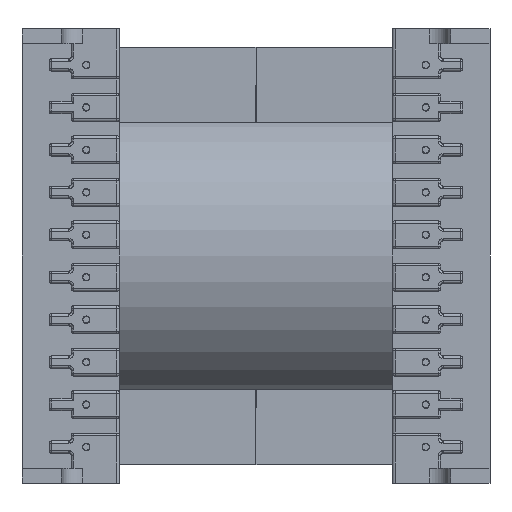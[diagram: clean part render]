
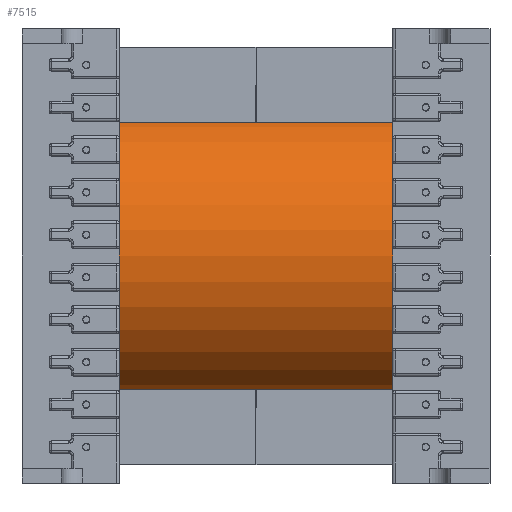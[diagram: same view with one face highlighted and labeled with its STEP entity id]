
A CAD part, front view. The second image highlights one B-rep face of the part: STEP entity #7515.
In plain terms, the highlighted cylindrical face has radius 17.78 mm (diameter 35.56 mm), a partial arc.
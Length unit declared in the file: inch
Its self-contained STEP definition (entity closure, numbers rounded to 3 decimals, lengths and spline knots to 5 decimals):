
#118 = CARTESIAN_POINT ( 'NONE',  ( 0.7, 0., -1.28661 ) ) ;
#351 = CYLINDRICAL_SURFACE ( 'NONE', #14456, 0.7 ) ;
#1682 = VERTEX_POINT ( 'NONE', #2766 ) ;
#1796 = EDGE_CURVE ( 'NONE', #1682, #26900, #20886, .T. ) ;
#1806 = VECTOR ( 'NONE', #20761, 39.37008 ) ;
#2766 = CARTESIAN_POINT ( 'NONE',  ( -0.7, 0., 0. ) ) ;
#3109 = EDGE_CURVE ( 'NONE', #9451, #28559, #8081, .T. ) ;
#3168 = AXIS2_PLACEMENT_3D ( 'NONE', #3197, #30939, #8348 ) ;
#3195 = CARTESIAN_POINT ( 'NONE',  ( 0., 0., 0. ) ) ;
#3197 = CARTESIAN_POINT ( 'NONE',  ( 0., 0., -1.28661 ) ) ;
#6094 = EDGE_CURVE ( 'NONE', #9451, #1682, #15275, .T. ) ;
#6994 = CARTESIAN_POINT ( 'NONE',  ( 0., 0., -1.28661 ) ) ;
#7515 = ADVANCED_FACE ( 'NONE', ( #8717 ), #351, .T. ) ;
#7974 = ORIENTED_EDGE ( 'NONE', *, *, #1796, .F. ) ;
#8081 = CIRCLE ( 'NONE', #3168, 0.7 ) ;
#8245 = ORIENTED_EDGE ( 'NONE', *, *, #6094, .F. ) ;
#8348 = DIRECTION ( 'NONE',  ( 1., 0., 0. ) ) ;
#8717 = FACE_OUTER_BOUND ( 'NONE', #10215, .T. ) ;
#9451 = VERTEX_POINT ( 'NONE', #20503 ) ;
#10215 = EDGE_LOOP ( 'NONE', ( #8245, #30935, #16263, #7974 ) ) ;
#13505 = DIRECTION ( 'NONE',  ( 0., 0., 1. ) ) ;
#14456 = AXIS2_PLACEMENT_3D ( 'NONE', #6994, #29735, #22564 ) ;
#15275 = LINE ( 'NONE', #17502, #27127 ) ;
#16263 = ORIENTED_EDGE ( 'NONE', *, *, #29846, .T. ) ;
#16824 = AXIS2_PLACEMENT_3D ( 'NONE', #3195, #13505, #23552 ) ;
#17502 = CARTESIAN_POINT ( 'NONE',  ( -0.7, 0., -1.28661 ) ) ;
#20503 = CARTESIAN_POINT ( 'NONE',  ( -0.7, 0., -1.28661 ) ) ;
#20761 = DIRECTION ( 'NONE',  ( 0., 0., 1. ) ) ;
#20886 = CIRCLE ( 'NONE', #16824, 0.7 ) ;
#22097 = LINE ( 'NONE', #30593, #1806 ) ;
#22564 = DIRECTION ( 'NONE',  ( 1., 0., 0. ) ) ;
#23552 = DIRECTION ( 'NONE',  ( 1., 0., 0. ) ) ;
#24531 = CARTESIAN_POINT ( 'NONE',  ( 0.7, 0., 0. ) ) ;
#26900 = VERTEX_POINT ( 'NONE', #24531 ) ;
#27127 = VECTOR ( 'NONE', #29974, 39.37008 ) ;
#28559 = VERTEX_POINT ( 'NONE', #118 ) ;
#29735 = DIRECTION ( 'NONE',  ( 0., 0., 1. ) ) ;
#29846 = EDGE_CURVE ( 'NONE', #28559, #26900, #22097, .T. ) ;
#29974 = DIRECTION ( 'NONE',  ( 0., 0., 1. ) ) ;
#30593 = CARTESIAN_POINT ( 'NONE',  ( 0.7, 0., -1.28661 ) ) ;
#30935 = ORIENTED_EDGE ( 'NONE', *, *, #3109, .T. ) ;
#30939 = DIRECTION ( 'NONE',  ( 0., 0., 1. ) ) ;
